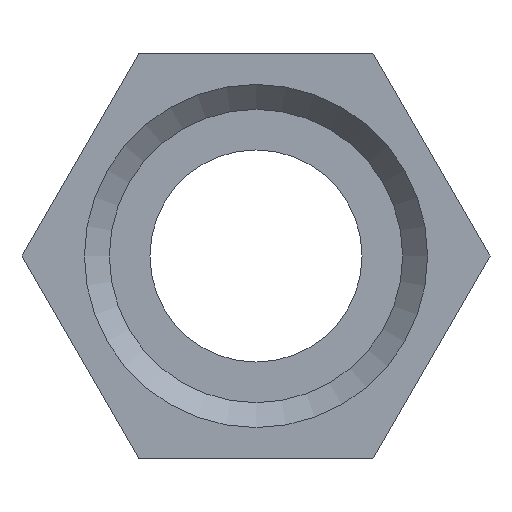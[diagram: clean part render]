
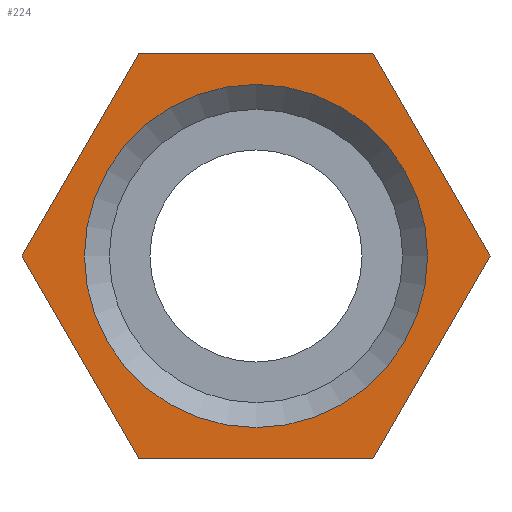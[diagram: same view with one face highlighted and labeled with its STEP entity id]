
A CAD part, front view. The second image highlights one B-rep face of the part: STEP entity #224.
In plain terms, the highlighted planar face has unit normal (0, -1, 0).
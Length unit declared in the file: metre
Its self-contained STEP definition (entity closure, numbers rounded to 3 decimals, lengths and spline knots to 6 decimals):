
#16=LINE('',#346,#34);
#20=LINE('',#354,#38);
#23=LINE('',#360,#41);
#26=LINE('',#366,#44);
#29=LINE('',#372,#47);
#31=LINE('',#375,#49);
#34=VECTOR('',#280,1.);
#38=VECTOR('',#286,1.);
#41=VECTOR('',#291,1.);
#44=VECTOR('',#296,1.);
#47=VECTOR('',#301,1.);
#49=VECTOR('',#305,1.);
#56=PLANE('',#254);
#86=ORIENTED_EDGE('',*,*,#132,.T.);
#87=ORIENTED_EDGE('',*,*,#116,.T.);
#88=ORIENTED_EDGE('',*,*,#120,.T.);
#89=ORIENTED_EDGE('',*,*,#123,.T.);
#90=ORIENTED_EDGE('',*,*,#126,.T.);
#91=ORIENTED_EDGE('',*,*,#129,.T.);
#92=ORIENTED_EDGE('',*,*,#131,.T.);
#116=EDGE_CURVE('',#143,#142,#16,.T.);
#120=EDGE_CURVE('',#142,#145,#20,.T.);
#123=EDGE_CURVE('',#145,#147,#23,.T.);
#126=EDGE_CURVE('',#147,#149,#26,.T.);
#129=EDGE_CURVE('',#149,#151,#29,.T.);
#131=EDGE_CURVE('',#151,#143,#31,.T.);
#132=EDGE_CURVE('',#152,#152,#160,.F.);
#142=VERTEX_POINT('',#345);
#143=VERTEX_POINT('',#347);
#145=VERTEX_POINT('',#353);
#147=VERTEX_POINT('',#359);
#149=VERTEX_POINT('',#365);
#151=VERTEX_POINT('',#371);
#152=VERTEX_POINT('',#378);
#160=CIRCLE('',#255,0.00275);
#174=EDGE_LOOP('',(#86));
#175=EDGE_LOOP('',(#87,#88,#89,#90,#91,#92));
#198=FACE_BOUND('',#174,.T.);
#199=FACE_BOUND('',#175,.T.);
#224=ADVANCED_FACE('',(#198,#199),#56,.T.);
#254=AXIS2_PLACEMENT_3D('',#376,#306,#307);
#255=AXIS2_PLACEMENT_3D('',#377,#308,#309);
#280=DIRECTION('',(0.5,0.,-0.866));
#286=DIRECTION('',(1.,0.,0.));
#291=DIRECTION('',(0.5,0.,0.866));
#296=DIRECTION('',(-0.5,0.,0.866));
#301=DIRECTION('',(-1.,0.,0.));
#305=DIRECTION('',(-0.5,0.,-0.866));
#306=DIRECTION('',(0.,-1.,0.));
#307=DIRECTION('',(1.,0.,0.));
#308=DIRECTION('',(0.,-1.,0.));
#309=DIRECTION('',(0.,0.,-1.));
#345=CARTESIAN_POINT('',(-0.003744,-0.0175,0.000002));
#346=CARTESIAN_POINT('',(-0.004682,-0.0175,0.001626));
#347=CARTESIAN_POINT('',(-0.005619,-0.0175,0.00325));
#353=CARTESIAN_POINT('',(0.000006,-0.0175,0.000002));
#354=CARTESIAN_POINT('',(-0.001869,-0.0175,0.000002));
#359=CARTESIAN_POINT('',(0.001882,-0.0175,0.00325));
#360=CARTESIAN_POINT('',(0.000944,-0.0175,0.001626));
#365=CARTESIAN_POINT('',(0.000006,-0.0175,0.006498));
#366=CARTESIAN_POINT('',(0.000944,-0.0175,0.004874));
#371=CARTESIAN_POINT('',(-0.003744,-0.0175,0.006498));
#372=CARTESIAN_POINT('',(-0.001869,-0.0175,0.006498));
#375=CARTESIAN_POINT('',(-0.004682,-0.0175,0.004874));
#376=CARTESIAN_POINT('',(-0.001869,-0.0175,0.00325));
#377=CARTESIAN_POINT('',(-0.001869,-0.0175,0.00325));
#378=CARTESIAN_POINT('',(-0.001869,-0.0175,0.0005));
